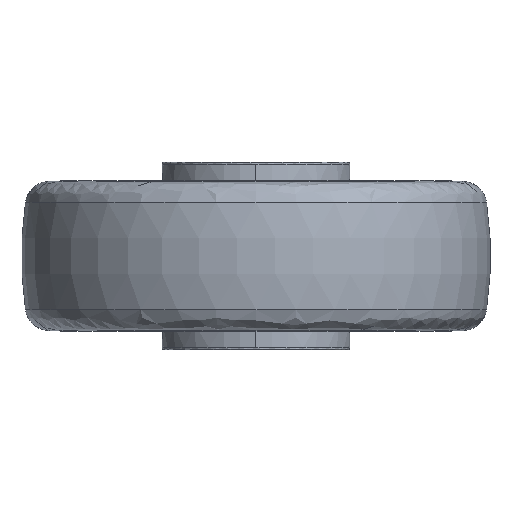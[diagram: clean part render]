
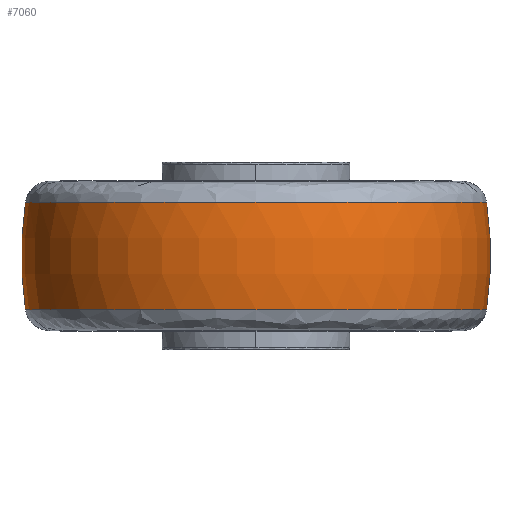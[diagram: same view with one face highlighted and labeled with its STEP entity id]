
A CAD part, front view. The second image highlights one B-rep face of the part: STEP entity #7060.
In plain terms, the highlighted toroidal (fillet/blend) face has major radius 37.5 mm and minor radius 100 mm.
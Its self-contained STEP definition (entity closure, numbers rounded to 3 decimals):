
#178 = DIRECTION ( 'NONE',  ( 0., -1., 0. ) ) ;
#238 = DIRECTION ( 'NONE',  ( 0., 1., 0. ) ) ;
#267 = CARTESIAN_POINT ( 'NONE',  ( -37.5, 0., 0. ) ) ;
#330 = DIRECTION ( 'NONE',  ( 0., 0., 1. ) ) ;
#395 = CIRCLE ( 'NONE', #591, 100. ) ;
#591 = AXIS2_PLACEMENT_3D ( 'NONE', #267, #178, #4848 ) ;
#1133 = EDGE_CURVE ( 'NONE', #7860, #7921, #3543, .T. ) ;
#1476 = CARTESIAN_POINT ( 'NONE',  ( -61.467, 0., 14.337 ) ) ;
#1532 = VERTEX_POINT ( 'NONE', #3020 ) ;
#1538 = DIRECTION ( 'NONE',  ( -1., 0., 0. ) ) ;
#2062 = EDGE_CURVE ( 'NONE', #1532, #4917, #3836, .T. ) ;
#2096 = ORIENTED_EDGE ( 'NONE', *, *, #1133, .T. ) ;
#2182 = CARTESIAN_POINT ( 'NONE',  ( 0., 0., 0. ) ) ;
#2277 = CARTESIAN_POINT ( 'NONE',  ( 0., 0., -14.337 ) ) ;
#2367 = TOROIDAL_SURFACE ( 'NONE', #5385, -37.5, 100. ) ;
#2477 = CARTESIAN_POINT ( 'NONE',  ( 61.467, 0., -14.337 ) ) ;
#3020 = CARTESIAN_POINT ( 'NONE',  ( 61.467, 0., 14.337 ) ) ;
#3093 = AXIS2_PLACEMENT_3D ( 'NONE', #6754, #238, #1538 ) ;
#3430 = ORIENTED_EDGE ( 'NONE', *, *, #4991, .F. ) ;
#3543 = CIRCLE ( 'NONE', #6512, 61.467 ) ;
#3836 = CIRCLE ( 'NONE', #5627, 61.467 ) ;
#4813 = DIRECTION ( 'NONE',  ( 1., 0., 0. ) ) ;
#4848 = DIRECTION ( 'NONE',  ( 0., 0., -1. ) ) ;
#4917 = VERTEX_POINT ( 'NONE', #1476 ) ;
#4991 = EDGE_CURVE ( 'NONE', #7860, #4917, #7575, .T. ) ;
#5385 = AXIS2_PLACEMENT_3D ( 'NONE', #2182, #330, #4813 ) ;
#5415 = DIRECTION ( 'NONE',  ( -1., 0., 0. ) ) ;
#5447 = CARTESIAN_POINT ( 'NONE',  ( 0., 0., 14.337 ) ) ;
#5507 = DIRECTION ( 'NONE',  ( 1., 0., 0. ) ) ;
#5627 = AXIS2_PLACEMENT_3D ( 'NONE', #5447, #6827, #5415 ) ;
#5754 = EDGE_LOOP ( 'NONE', ( #3430, #2096, #7342, #6946 ) ) ;
#6070 = DIRECTION ( 'NONE',  ( 0., 0., 1. ) ) ;
#6103 = EDGE_CURVE ( 'NONE', #7921, #1532, #395, .T. ) ;
#6512 = AXIS2_PLACEMENT_3D ( 'NONE', #2277, #6070, #5507 ) ;
#6523 = FACE_OUTER_BOUND ( 'NONE', #5754, .T. ) ;
#6754 = CARTESIAN_POINT ( 'NONE',  ( 37.5, 0., 0. ) ) ;
#6827 = DIRECTION ( 'NONE',  ( 0., 0., -1. ) ) ;
#6946 = ORIENTED_EDGE ( 'NONE', *, *, #2062, .T. ) ;
#7060 = ADVANCED_FACE ( 'NONE', ( #6523 ), #2367, .T. ) ;
#7342 = ORIENTED_EDGE ( 'NONE', *, *, #6103, .T. ) ;
#7575 = CIRCLE ( 'NONE', #3093, 100. ) ;
#7860 = VERTEX_POINT ( 'NONE', #8016 ) ;
#7921 = VERTEX_POINT ( 'NONE', #2477 ) ;
#8016 = CARTESIAN_POINT ( 'NONE',  ( -61.467, 0., -14.337 ) ) ;
